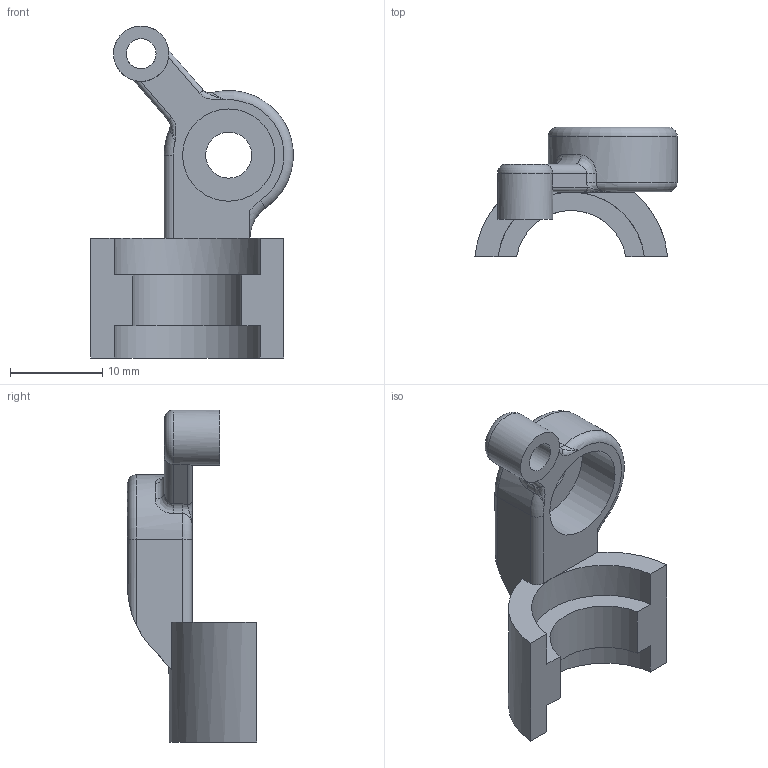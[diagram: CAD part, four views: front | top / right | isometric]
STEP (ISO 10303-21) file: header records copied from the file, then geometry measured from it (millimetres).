
FILE_DESCRIPTION(/* description */ ('Alibre Inc.'),/* implementation_level */ '2;1');
FILE_NAME(/* name */ 'export0',/* time_stamp */ '2015-10-08T14:16:11-04:00',/* author */ (''),/* organization */ (''),/* preprocessor_version */ 'ST-DEVELOPER v14',/* originating_system */ 'Alibre',/* authorisation */ '');
FILE_SCHEMA (('AUTOMOTIVE_DESIGN'));
Length unit declared in the file: centimetre
Bounding box: 21.94 x 14 x 36 mm (x, y, z)
Volume: 2240.9 mm3; surface area: 2021.3 mm2
Topology: 1 solids, 1 shells, 51 faces, 131 edges, 80 vertices
Faces by surface type: cylinder 19, plane 17, torus 9, bspline 6
Full cylindrical faces by diameter (mm): 3.25 x1, 5 x1, 6 x1, 10 x1
Entity records: 2339 total; most frequent: CARTESIAN_POINT 1205, ORIENTED_EDGE 240, DIRECTION 201, EDGE_CURVE 120, AXIS2_PLACEMENT_3D 88, VERTEX_POINT 77, EDGE_LOOP 61, FACE_BOUND 61
